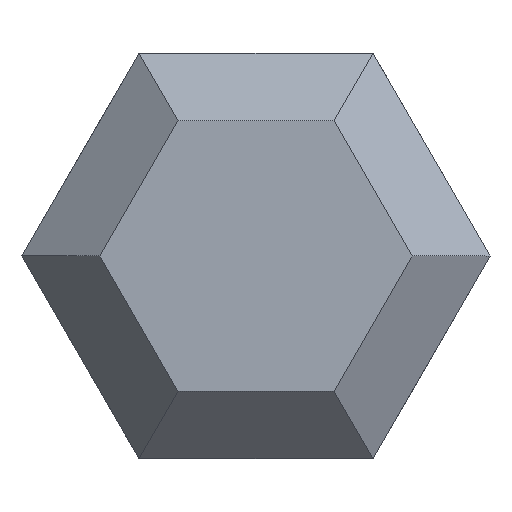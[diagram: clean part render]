
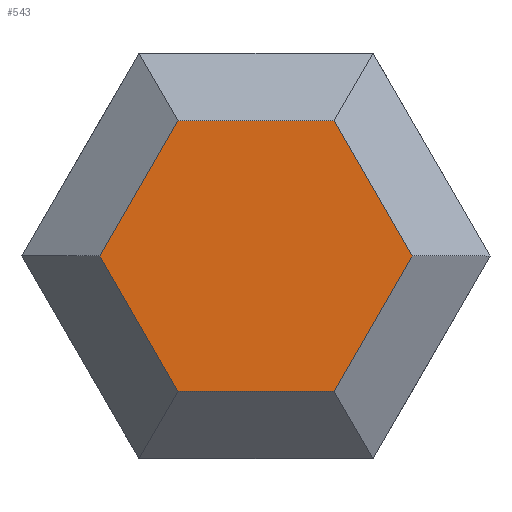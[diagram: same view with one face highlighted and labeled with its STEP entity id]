
A CAD part, front view. The second image highlights one B-rep face of the part: STEP entity #543.
In plain terms, the highlighted free-form (B-spline) face has degree [1, 1] with [2, 2] control points.
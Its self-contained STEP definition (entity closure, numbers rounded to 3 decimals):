
#543 = ADVANCED_FACE('',(#544),#588,.F.);
#544 = FACE_BOUND('',#545,.T.);
#545 = EDGE_LOOP('',(#546,#555,#562,#569,#576,#583));
#546 = ORIENTED_EDGE('',*,*,#547,.T.);
#547 = EDGE_CURVE('',#548,#550,#552,.T.);
#548 = VERTEX_POINT('',#549);
#549 = CARTESIAN_POINT('',(-1.117,0.,-1.935));
#550 = VERTEX_POINT('',#551);
#551 = CARTESIAN_POINT('',(1.117,0.,-1.935));
#552 = B_SPLINE_CURVE_WITH_KNOTS('',1,(#553,#554),.UNSPECIFIED.,.F.,.F.,
  (2,2),(-1.155,1.155),.PIECEWISE_BEZIER_KNOTS.);
#553 = CARTESIAN_POINT('',(-1.117,0.,-1.935));
#554 = CARTESIAN_POINT('',(1.117,0.,-1.935));
#555 = ORIENTED_EDGE('',*,*,#556,.T.);
#556 = EDGE_CURVE('',#550,#557,#559,.T.);
#557 = VERTEX_POINT('',#558);
#558 = CARTESIAN_POINT('',(2.234,0.,0.));
#559 = B_SPLINE_CURVE_WITH_KNOTS('',1,(#560,#561),.UNSPECIFIED.,.F.,.F.,
  (2,2),(-1.155,1.155),.PIECEWISE_BEZIER_KNOTS.);
#560 = CARTESIAN_POINT('',(1.117,0.,-1.935));
#561 = CARTESIAN_POINT('',(2.234,0.,0.));
#562 = ORIENTED_EDGE('',*,*,#563,.T.);
#563 = EDGE_CURVE('',#557,#564,#566,.T.);
#564 = VERTEX_POINT('',#565);
#565 = CARTESIAN_POINT('',(1.117,0.,1.935));
#566 = B_SPLINE_CURVE_WITH_KNOTS('',1,(#567,#568),.UNSPECIFIED.,.F.,.F.,
  (2,2),(-1.155,1.155),.PIECEWISE_BEZIER_KNOTS.);
#567 = CARTESIAN_POINT('',(2.234,0.,0.));
#568 = CARTESIAN_POINT('',(1.117,0.,1.935));
#569 = ORIENTED_EDGE('',*,*,#570,.T.);
#570 = EDGE_CURVE('',#564,#571,#573,.T.);
#571 = VERTEX_POINT('',#572);
#572 = CARTESIAN_POINT('',(-1.117,0.,1.935));
#573 = B_SPLINE_CURVE_WITH_KNOTS('',1,(#574,#575),.UNSPECIFIED.,.F.,.F.,
  (2,2),(-1.155,1.155),.PIECEWISE_BEZIER_KNOTS.);
#574 = CARTESIAN_POINT('',(1.117,0.,1.935));
#575 = CARTESIAN_POINT('',(-1.117,0.,1.935));
#576 = ORIENTED_EDGE('',*,*,#577,.T.);
#577 = EDGE_CURVE('',#571,#578,#580,.T.);
#578 = VERTEX_POINT('',#579);
#579 = CARTESIAN_POINT('',(-2.234,0.,0.));
#580 = B_SPLINE_CURVE_WITH_KNOTS('',1,(#581,#582),.UNSPECIFIED.,.F.,.F.,
  (2,2),(-1.155,1.155),.PIECEWISE_BEZIER_KNOTS.);
#581 = CARTESIAN_POINT('',(-1.117,0.,1.935));
#582 = CARTESIAN_POINT('',(-2.234,0.,0.));
#583 = ORIENTED_EDGE('',*,*,#584,.T.);
#584 = EDGE_CURVE('',#578,#548,#585,.T.);
#585 = B_SPLINE_CURVE_WITH_KNOTS('',1,(#586,#587),.UNSPECIFIED.,.F.,.F.,
  (2,2),(-1.155,1.155),.PIECEWISE_BEZIER_KNOTS.);
#586 = CARTESIAN_POINT('',(-2.234,0.,0.));
#587 = CARTESIAN_POINT('',(-1.117,0.,-1.935));
#588 = B_SPLINE_SURFACE_WITH_KNOTS('',1,1,(
    (#589,#590)
    ,(#591,#592
    )),.UNSPECIFIED.,.F.,.F.,.F.,(2,2),(2,2),(-2.,2.),(-2.309,
    2.309),.PIECEWISE_BEZIER_KNOTS.);
#589 = CARTESIAN_POINT('',(-2.234,0.,-1.935));
#590 = CARTESIAN_POINT('',(2.234,0.,-1.935));
#591 = CARTESIAN_POINT('',(-2.234,0.,1.935));
#592 = CARTESIAN_POINT('',(2.234,0.,1.935));
